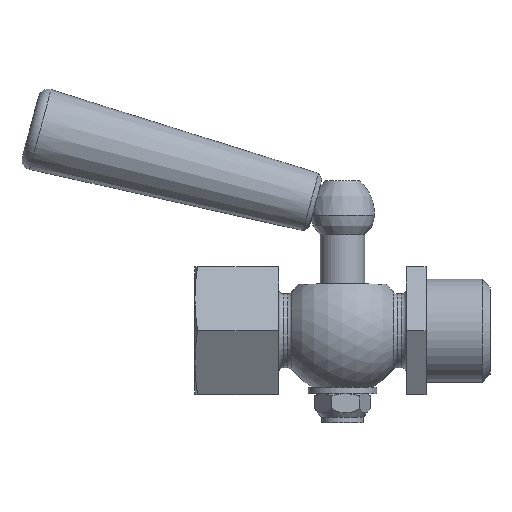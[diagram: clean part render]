
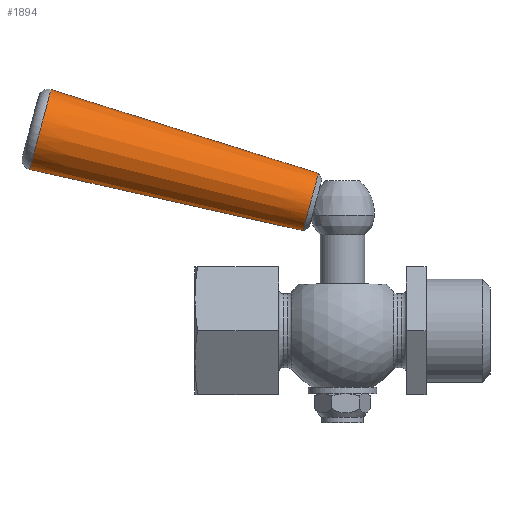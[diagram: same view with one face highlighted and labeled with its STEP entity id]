
A CAD part, top view. The second image highlights one B-rep face of the part: STEP entity #1894.
In plain terms, the highlighted conical face has half-angle 2.386 degrees and reference radius 7.25 mm.
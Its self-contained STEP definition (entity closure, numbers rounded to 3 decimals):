
#83=CONICAL_SURFACE('',#2114,7.25,0.042);
#299=FACE_OUTER_BOUND('',#438,.T.);
#438=EDGE_LOOP('',(#1652,#1653,#1654,#1655,#1656,#1657,#1658));
#540=LINE('',#4122,#628);
#628=VECTOR('',#2573,7.25);
#734=CIRCLE('',#2110,6.042);
#735=CIRCLE('',#2111,6.042);
#737=CIRCLE('',#2115,8.413);
#738=CIRCLE('',#2116,8.413);
#739=CIRCLE('',#2117,8.413);
#909=VERTEX_POINT('',#4112);
#910=VERTEX_POINT('',#4114);
#912=VERTEX_POINT('',#4121);
#913=VERTEX_POINT('',#4123);
#914=VERTEX_POINT('',#4125);
#1163=EDGE_CURVE('',#909,#910,#734,.T.);
#1164=EDGE_CURVE('',#910,#909,#735,.T.);
#1166=EDGE_CURVE('',#910,#912,#540,.T.);
#1167=EDGE_CURVE('',#913,#912,#737,.T.);
#1168=EDGE_CURVE('',#914,#913,#738,.T.);
#1169=EDGE_CURVE('',#912,#914,#739,.T.);
#1652=ORIENTED_EDGE('',*,*,#1163,.F.);
#1653=ORIENTED_EDGE('',*,*,#1164,.F.);
#1654=ORIENTED_EDGE('',*,*,#1166,.T.);
#1655=ORIENTED_EDGE('',*,*,#1167,.F.);
#1656=ORIENTED_EDGE('',*,*,#1168,.F.);
#1657=ORIENTED_EDGE('',*,*,#1169,.F.);
#1658=ORIENTED_EDGE('',*,*,#1166,.F.);
#1894=ADVANCED_FACE('',(#299),#83,.T.);
#2110=AXIS2_PLACEMENT_3D('',#4115,#2563,#2564);
#2111=AXIS2_PLACEMENT_3D('',#4116,#2565,#2566);
#2114=AXIS2_PLACEMENT_3D('',#4120,#2571,#2572);
#2115=AXIS2_PLACEMENT_3D('',#4124,#2574,#2575);
#2116=AXIS2_PLACEMENT_3D('',#4126,#2576,#2577);
#2117=AXIS2_PLACEMENT_3D('',#4127,#2578,#2579);
#2563=DIRECTION('center_axis',(0.966,-0.259,0.));
#2564=DIRECTION('ref_axis',(-0.258,-0.964,0.065));
#2565=DIRECTION('center_axis',(0.966,-0.259,0.));
#2566=DIRECTION('ref_axis',(-0.258,-0.964,0.065));
#2571=DIRECTION('center_axis',(-0.966,0.259,0.));
#2572=DIRECTION('ref_axis',(0.258,0.964,-0.065));
#2573=DIRECTION('',(-0.976,0.218,0.003));
#2574=DIRECTION('center_axis',(-0.966,0.259,0.));
#2575=DIRECTION('ref_axis',(-0.258,-0.964,0.065));
#2576=DIRECTION('center_axis',(-0.966,0.259,0.));
#2577=DIRECTION('ref_axis',(-0.258,-0.964,0.065));
#2578=DIRECTION('center_axis',(-0.966,0.259,0.));
#2579=DIRECTION('ref_axis',(-0.258,-0.964,0.065));
#4112=CARTESIAN_POINT('',(-4.883,32.01,-0.391));
#4114=CARTESIAN_POINT('',(-8.004,20.363,0.391));
#4115=CARTESIAN_POINT('Origin',(-6.444,26.187,0.));
#4116=CARTESIAN_POINT('Origin',(-6.444,26.187,0.));
#4120=CARTESIAN_POINT('Origin',(-34.456,33.693,0.));
#4121=CARTESIAN_POINT('',(-63.595,32.809,0.545));
#4122=CARTESIAN_POINT('',(-36.329,26.704,0.47));
#4123=CARTESIAN_POINT('',(-59.249,49.028,-0.545));
#4124=CARTESIAN_POINT('Origin',(-61.422,40.918,0.));
#4125=CARTESIAN_POINT('',(-61.281,41.444,8.396));
#4126=CARTESIAN_POINT('Origin',(-61.422,40.918,0.));
#4127=CARTESIAN_POINT('Origin',(-61.422,40.918,0.));
